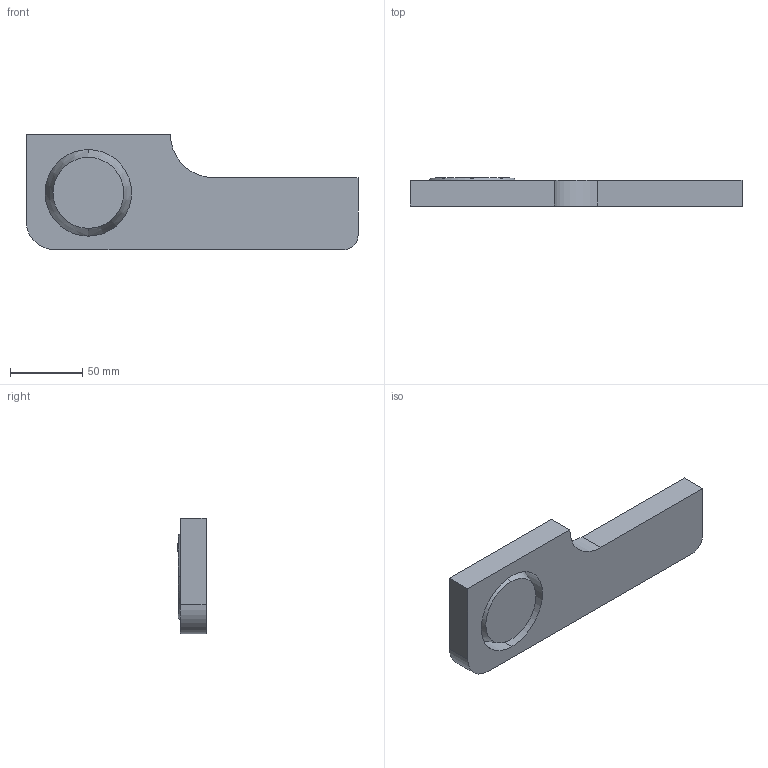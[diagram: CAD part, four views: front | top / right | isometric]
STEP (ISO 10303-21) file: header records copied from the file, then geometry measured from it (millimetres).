
FILE_DESCRIPTION (( 'STEP AP214' ), '1' );
FILE_NAME ('Full Top Roll Assembly.STEP', '2017-02-21T17:12:22', ( '' ), ( '' ), 'SwSTEP 2.0', 'SolidWorks 2016', '' );
FILE_SCHEMA (( 'AUTOMOTIVE_DESIGN' ));
Length unit declared in the file: millimetre
Products named in the file (4): Panasonic Midrange Speaker; Top Roll; Full Top Roll Assembly; Midrange speaker grill
Assembly tree (3 placements, depth 2):
  Full Top Roll Assembly
    Top Roll
    Panasonic Midrange Speaker
    Midrange speaker grill
Bounding box: 230 x 19.65 x 80 mm (x, y, z)
Volume: 246224.2 mm3; surface area: 51499 mm2
Topology: 12 solids, 12 shells, 131 faces, 304 edges, 202 vertices
Faces by surface type: plane 73, cylinder 48, cone 10
Entity records: 5484 total; most frequent: CARTESIAN_POINT 695, DIRECTION 682, ORIENTED_EDGE 608, EDGE_CURVE 304, AXIS2_PLACEMENT_3D 255, VERTEX_POINT 202, LINE 172, VECTOR 172
